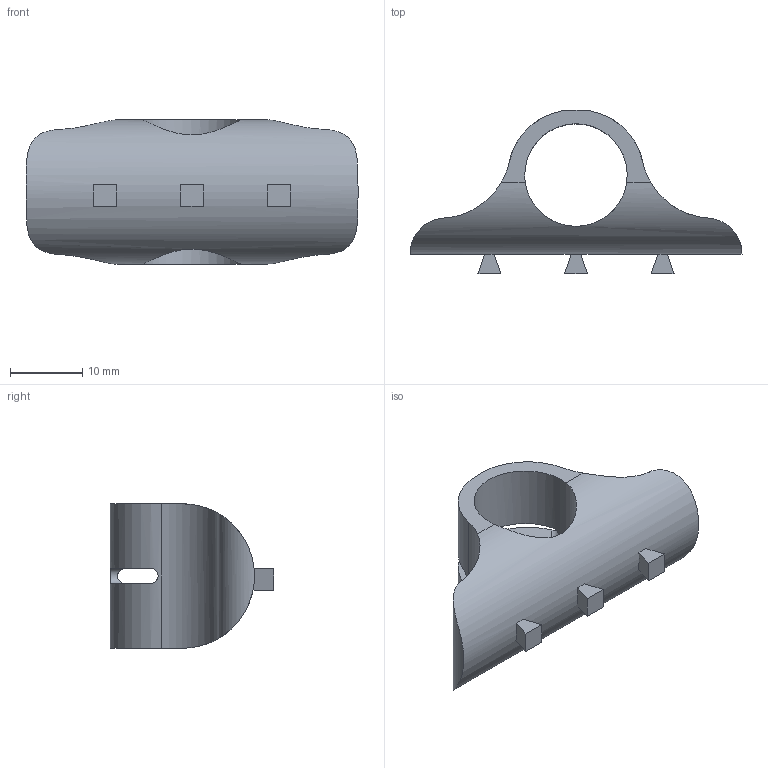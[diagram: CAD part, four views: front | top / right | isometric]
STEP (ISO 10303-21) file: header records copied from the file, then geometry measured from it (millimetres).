
FILE_DESCRIPTION(/* description */ (''),/* implementation_level */ '2;1');
FILE_NAME(/* name */ '65fb581b-37b8-4990-9261-6d7f81f12597.stp',/* time_stamp */ '2019-01-08T13:18:33+00:00',/* author */ (''),/* organization */ (''),/* preprocessor_version */ 'ST-DEVELOPER v17.2',/* originating_system */ 'Autodesk Translation Framework v7.6.0.251',/* authorisation */ '');
FILE_SCHEMA (('AUTOMOTIVE_DESIGN { 1 0 10303 214 3 1 1 }'));
Length unit declared in the file: millimetre
Products named in the file (1): wing attachment
Bounding box: 46 x 22.7 x 20 mm (x, y, z)
Volume: 5067.4 mm3; surface area: 3371.1 mm2
Topology: 1 solids, 1 shells, 36 faces, 102 edges, 68 vertices
Faces by surface type: plane 24, cylinder 12
Full cylindrical faces by diameter (mm): 14.2 x1
Entity records: 1445 total; most frequent: CARTESIAN_POINT 465, ORIENTED_EDGE 204, DIRECTION 185, EDGE_CURVE 102, VERTEX_POINT 68, AXIS2_PLACEMENT_3D 66, LINE 53, VECTOR 53
